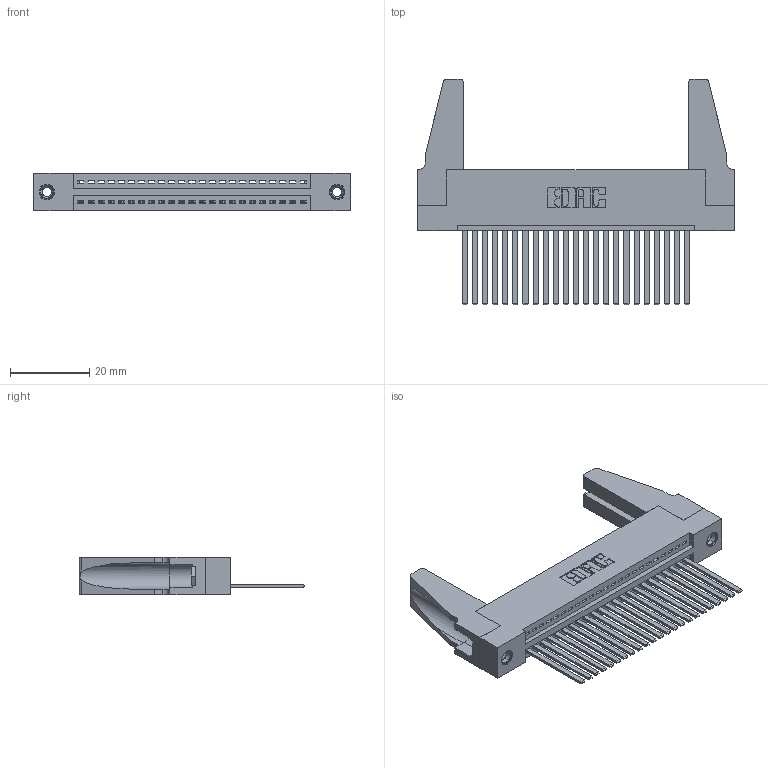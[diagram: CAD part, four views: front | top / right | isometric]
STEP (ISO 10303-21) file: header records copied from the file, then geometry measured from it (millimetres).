
FILE_DESCRIPTION (( 'STEP AP203' ), '1' );
FILE_NAME ('345-023-544-188.STEP', '2019-10-05T03:02:18', ( '' ), ( '' ), 'SwSTEP 2.0', 'SolidWorks 2016', '' );
FILE_SCHEMA (( 'CONFIG_CONTROL_DESIGN' ));
Length unit declared in the file: inch
Products named in the file (5): 345 Part_Flush Mounting Lugs - 0.156 Dia-TH; 345-220-078_345-220-088; 345-292-001_345-293-144; 345-250-001_345-250-001-102; 345-023-544-188
Assembly tree (28 placements, depth 2):
  345-023-544-188
    345 Part_Flush Mounting Lugs - 0.156 Dia-TH
    345-292-001_345-293-144  x23
    345-250-001_345-250-001-102  x2
    345-220-078_345-220-088  x2
Bounding box: 79.65 x 56.82 x 9.4 mm (x, y, z)
Volume: 10928.9 mm3; surface area: 13871.9 mm2
Topology: 28 solids, 28 shells, 1446 faces, 4289 edges, 2818 vertices
Faces by surface type: plane 980, cylinder 450, cone 12, torus 4
Entity records: 21832 total; most frequent: CARTESIAN_POINT 3771, ORIENTED_EDGE 3688, DIRECTION 3326, EDGE_CURVE 1844, LINE 1582, VECTOR 1582, VERTEX_POINT 1222, AXIS2_PLACEMENT_3D 872
